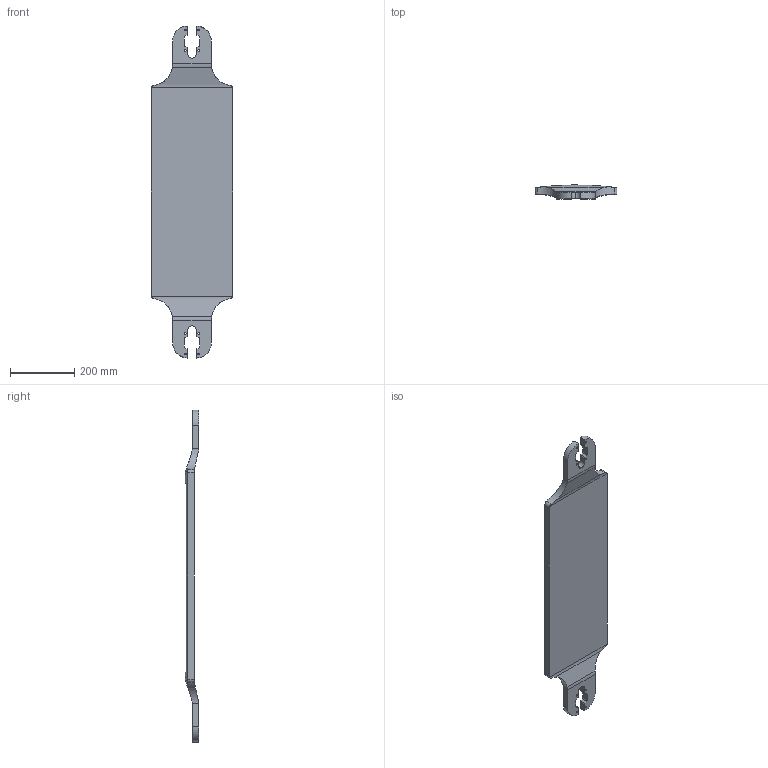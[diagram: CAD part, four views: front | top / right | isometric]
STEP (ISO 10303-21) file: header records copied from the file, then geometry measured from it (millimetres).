
FILE_DESCRIPTION (( 'STEP AP203' ), '1' );
FILE_NAME ('Hummie.STEP', '2020-12-21T04:07:28', ( '' ), ( '' ), 'SwSTEP 2.0', 'SolidWorks 2019', '' );
FILE_SCHEMA (( 'CONFIG_CONTROL_DESIGN' ));
Length unit declared in the file: millimetre
Products named in the file (1): Hummie
Bounding box: 254 x 42.25 x 1029.98 mm (x, y, z)
Volume: 3842282.7 mm3; surface area: 493499.4 mm2
Topology: 1 solids, 1 shells, 102 faces, 297 edges, 198 vertices
Faces by surface type: cylinder 56, plane 38, bspline 8
Entity records: 4088 total; most frequent: CARTESIAN_POINT 1328, ORIENTED_EDGE 594, DIRECTION 531, EDGE_CURVE 297, VERTEX_POINT 198, AXIS2_PLACEMENT_3D 191, VECTOR 149, LINE 149
